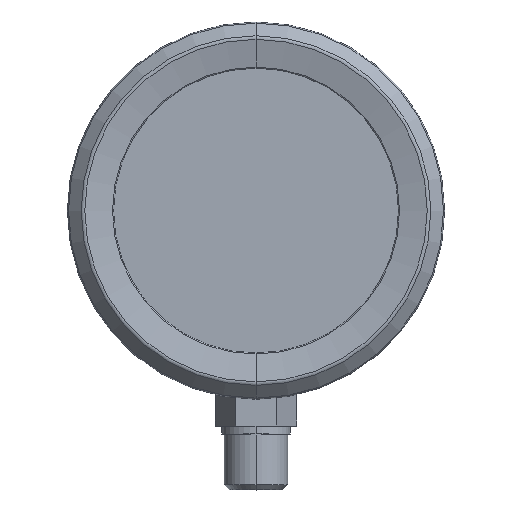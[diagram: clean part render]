
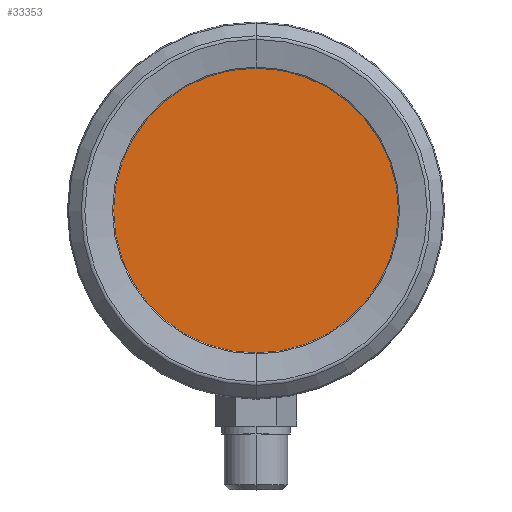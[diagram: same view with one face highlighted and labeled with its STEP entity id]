
A CAD part, top view. The second image highlights one B-rep face of the part: STEP entity #33353.
In plain terms, the highlighted planar face has unit normal (0, 0, 1).
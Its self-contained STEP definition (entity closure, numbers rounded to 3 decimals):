
#1296 = CARTESIAN_POINT ( 'NONE',  ( 0., 44.387, 18.415 ) ) ;
#1963 = CIRCLE ( 'NONE', #32315, 31.75 ) ;
#5521 = ORIENTED_EDGE ( 'NONE', *, *, #22689, .F. ) ;
#5629 = DIRECTION ( 'NONE',  ( 0., 0., -1. ) ) ;
#6536 = EDGE_CURVE ( 'NONE', #14662, #25509, #1963, .T. ) ;
#11385 = CIRCLE ( 'NONE', #27160, 31.75 ) ;
#14662 = VERTEX_POINT ( 'NONE', #22603 ) ;
#15611 = AXIS2_PLACEMENT_3D ( 'NONE', #29212, #5629, #17745 ) ;
#17057 = CARTESIAN_POINT ( 'NONE',  ( 0., 44.387, 18.415 ) ) ;
#17745 = DIRECTION ( 'NONE',  ( -1., 0., 0. ) ) ;
#18205 = DIRECTION ( 'NONE',  ( -1., 0., 0. ) ) ;
#19382 = CARTESIAN_POINT ( 'NONE',  ( 31.75, 44.387, 18.415 ) ) ;
#20325 = ORIENTED_EDGE ( 'NONE', *, *, #6536, .F. ) ;
#22603 = CARTESIAN_POINT ( 'NONE',  ( -31.75, 44.387, 18.415 ) ) ;
#22689 = EDGE_CURVE ( 'NONE', #25509, #14662, #11385, .T. ) ;
#25509 = VERTEX_POINT ( 'NONE', #19382 ) ;
#27160 = AXIS2_PLACEMENT_3D ( 'NONE', #17057, #38724, #18205 ) ;
#29212 = CARTESIAN_POINT ( 'NONE',  ( 0., 44.387, 18.415 ) ) ;
#31802 = DIRECTION ( 'NONE',  ( 0., 0., -1. ) ) ;
#32315 = AXIS2_PLACEMENT_3D ( 'NONE', #1296, #31802, #34369 ) ;
#32617 = EDGE_LOOP ( 'NONE', ( #5521, #20325 ) ) ;
#32776 = PLANE ( 'NONE',  #15611 ) ;
#33353 = ADVANCED_FACE ( 'NONE', ( #35317 ), #32776, .F. ) ;
#34369 = DIRECTION ( 'NONE',  ( -1., 0., 0. ) ) ;
#35317 = FACE_OUTER_BOUND ( 'NONE', #32617, .T. ) ;
#38724 = DIRECTION ( 'NONE',  ( 0., 0., -1. ) ) ;
